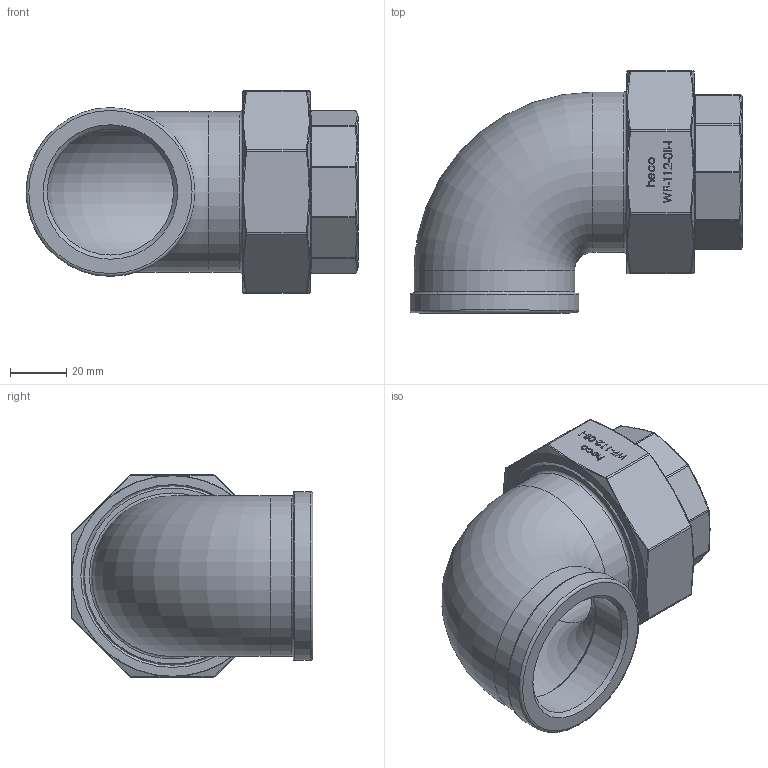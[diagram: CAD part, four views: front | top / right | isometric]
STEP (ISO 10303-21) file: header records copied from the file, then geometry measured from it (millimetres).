
FILE_DESCRIPTION (( 'STEP AP214' ), '1' );
FILE_NAME ('WF-112-0II-I Winkelverschraubung flach 2109.STEP', '2021-09-23T10:58:08', ( '' ), ( '' ), 'SwSTEP 2.0', 'SolidWorks 2019', '' );
FILE_SCHEMA (( 'AUTOMOTIVE_DESIGN' ));
Length unit declared in the file: millimetre
Products named in the file (1): WF-112-0II-I Winkelverschraubung flach 2109
Bounding box: 118 x 86 x 72 mm (x, y, z)
Volume: 130151.8 mm3; surface area: 62291.5 mm2
Topology: 4 solids, 4 shells, 323 faces, 779 edges, 489 vertices
Faces by surface type: plane 139, bspline 103, cylinder 42, torus 29, cone 10
Full cylindrical faces by diameter (mm): 44.84 x1, 44.843 x1, 49 x1, 50 x2, 57 x2, 58.5 x1, 59 x1, 60 x1, 62.5 x2, 62.84 x1, 65 x1
Entity records: 17049 total; most frequent: CARTESIAN_POINT 6881, ORIENTED_EDGE 1444, DIRECTION 1074, EDGE_CURVE 722, VERTEX_POINT 476, EDGE_LOOP 400, AXIS2_PLACEMENT_3D 367, FACE_OUTER_BOUND 357
